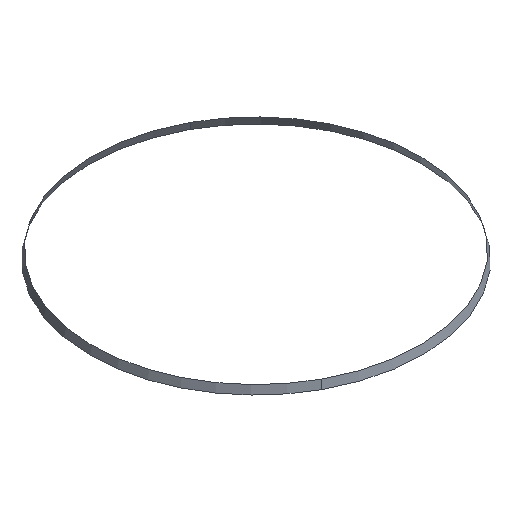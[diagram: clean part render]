
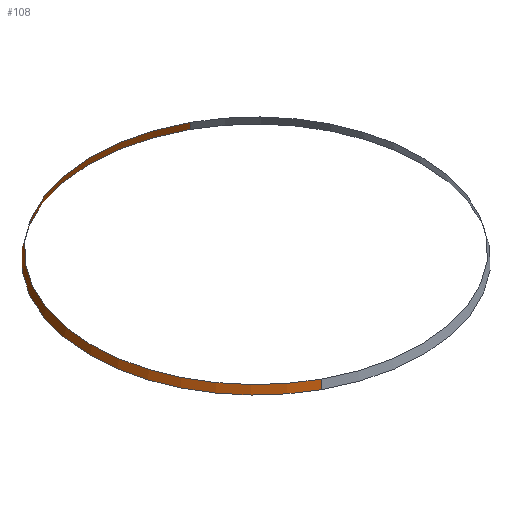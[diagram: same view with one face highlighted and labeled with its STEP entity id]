
A CAD part, isometric view. The second image highlights one B-rep face of the part: STEP entity #108.
In plain terms, the highlighted conical face has half-angle 14.995 degrees and reference radius 50 mm.
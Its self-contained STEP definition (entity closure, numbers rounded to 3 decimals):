
#53=CARTESIAN_POINT('Axis2P3D Location',(0.,0.,280.)) ;
#58=CARTESIAN_POINT('Axis2P3D Location',(0.,0.,91.132)) ;
#62=CARTESIAN_POINT('Vertex',(-100.59,0.,91.132)) ;
#64=CARTESIAN_POINT('Vertex',(48.225,88.276,91.132)) ;
#67=CARTESIAN_POINT('Axis2P3D Location',(0.,0.,91.132)) ;
#71=CARTESIAN_POINT('Vertex',(-48.225,-88.276,91.132)) ;
#74=CARTESIAN_POINT('Line Origine',(-41.95,-76.788,140.)) ;
#78=CARTESIAN_POINT('Vertex',(-48.824,-89.372,86.467)) ;
#81=CARTESIAN_POINT('Axis2P3D Location',(0.,0.,86.467)) ;
#85=CARTESIAN_POINT('Vertex',(-101.839,0.,86.467)) ;
#88=CARTESIAN_POINT('Axis2P3D Location',(0.,0.,86.467)) ;
#92=CARTESIAN_POINT('Vertex',(48.824,89.372,86.467)) ;
#95=CARTESIAN_POINT('Line Origine',(41.95,76.788,140.)) ;
#54=DIRECTION('Axis2P3D Direction',(0.,0.,-1.)) ;
#55=DIRECTION('Axis2P3D XDirection',(-0.479,-0.878,0.)) ;
#59=DIRECTION('Axis2P3D Direction',(0.,0.,-1.)) ;
#68=DIRECTION('Axis2P3D Direction',(0.,0.,-1.)) ;
#75=DIRECTION('Vector Direction',(-0.124,-0.227,-0.966)) ;
#82=DIRECTION('Axis2P3D Direction',(0.,0.,-1.)) ;
#89=DIRECTION('Axis2P3D Direction',(0.,0.,-1.)) ;
#96=DIRECTION('Vector Direction',(0.124,0.227,-0.966)) ;
#56=AXIS2_PLACEMENT_3D('Cone Axis2P3D',#53,#54,#55) ;
#60=AXIS2_PLACEMENT_3D('Circle Axis2P3D',#58,#59,$) ;
#69=AXIS2_PLACEMENT_3D('Circle Axis2P3D',#67,#68,$) ;
#83=AXIS2_PLACEMENT_3D('Circle Axis2P3D',#81,#82,$) ;
#90=AXIS2_PLACEMENT_3D('Circle Axis2P3D',#88,#89,$) ;
#101=ORIENTED_EDGE('',*,*,#66,.F.) ;
#102=ORIENTED_EDGE('',*,*,#73,.T.) ;
#103=ORIENTED_EDGE('',*,*,#80,.T.) ;
#104=ORIENTED_EDGE('',*,*,#87,.F.) ;
#105=ORIENTED_EDGE('',*,*,#94,.T.) ;
#106=ORIENTED_EDGE('',*,*,#99,.F.) ;
#76=VECTOR('Line Direction',#75,1.) ;
#97=VECTOR('Line Direction',#96,1.) ;
#108=ADVANCED_FACE('Split.1',(#107),#57,.F.) ;
#61=CIRCLE('generated circle',#60,100.59) ;
#70=CIRCLE('generated circle',#69,100.59) ;
#84=CIRCLE('generated circle',#83,101.839) ;
#91=CIRCLE('generated circle',#90,101.839) ;
#57=CONICAL_SURFACE('Cone',#56,50.,0.262) ;
#66=EDGE_CURVE('',#63,#65,#61,.T.) ;
#73=EDGE_CURVE('',#63,#72,#70,.F.) ;
#80=EDGE_CURVE('',#72,#79,#77,.T.) ;
#87=EDGE_CURVE('',#86,#79,#84,.F.) ;
#94=EDGE_CURVE('',#86,#93,#91,.T.) ;
#99=EDGE_CURVE('',#65,#93,#98,.T.) ;
#100=EDGE_LOOP('',(#101,#102,#103,#104,#105,#106)) ;
#107=FACE_OUTER_BOUND('',#100,.T.) ;
#77=LINE('Line',#74,#76) ;
#98=LINE('Line',#95,#97) ;
#63=VERTEX_POINT('',#62) ;
#65=VERTEX_POINT('',#64) ;
#72=VERTEX_POINT('',#71) ;
#79=VERTEX_POINT('',#78) ;
#86=VERTEX_POINT('',#85) ;
#93=VERTEX_POINT('',#92) ;
